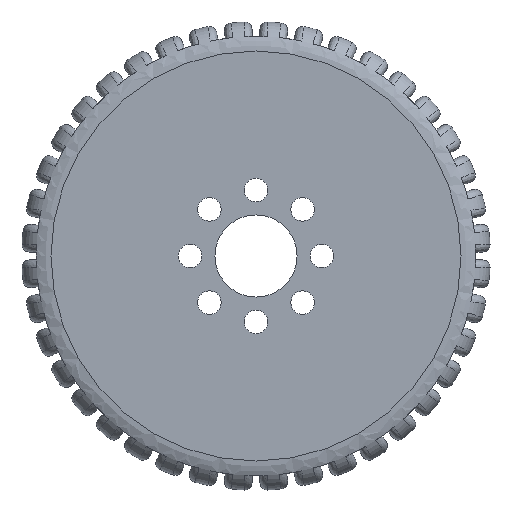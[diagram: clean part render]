
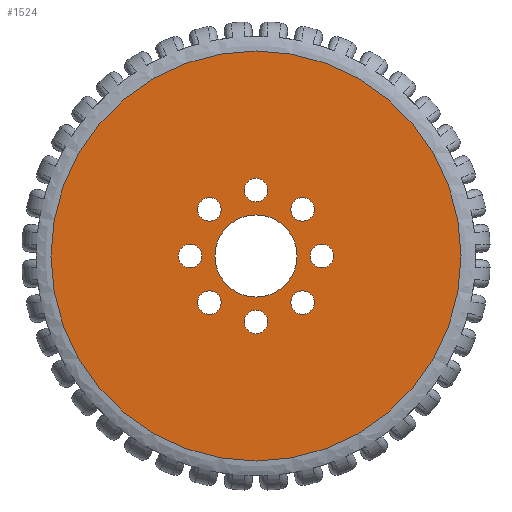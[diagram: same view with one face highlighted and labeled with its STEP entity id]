
A CAD part, left-side view. The second image highlights one B-rep face of the part: STEP entity #1524.
In plain terms, the highlighted planar face has unit normal (-1, 0, 0).
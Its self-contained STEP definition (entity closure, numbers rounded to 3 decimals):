
#1524=ADVANCED_FACE('',(#5071,#5073,#5075,#5077,#5079,#5081,#5083,#5085,#5087,#5089),
#5091,.F.);
#5071=FACE_BOUND('',#5072,.T.);
#5072=EDGE_LOOP('',(#18764));
#5073=FACE_BOUND('',#5074,.T.);
#5074=EDGE_LOOP('',(#18765));
#5075=FACE_BOUND('',#5076,.T.);
#5076=EDGE_LOOP('',(#18766));
#5077=FACE_BOUND('',#5078,.T.);
#5078=EDGE_LOOP('',(#18767));
#5079=FACE_BOUND('',#5080,.T.);
#5080=EDGE_LOOP('',(#18768));
#5081=FACE_BOUND('',#5082,.T.);
#5082=EDGE_LOOP('',(#18769));
#5083=FACE_BOUND('',#5084,.T.);
#5084=EDGE_LOOP('',(#18770));
#5085=FACE_BOUND('',#5086,.T.);
#5086=EDGE_LOOP('',(#18771));
#5087=FACE_BOUND('',#5088,.T.);
#5088=EDGE_LOOP('',(#18772));
#5089=FACE_BOUND('',#5090,.T.);
#5090=EDGE_LOOP('',(#18773));
#5091=PLANE('',#5092);
#5092=AXIS2_PLACEMENT_3D('',#5093,#5094,#5095);
#5093=CARTESIAN_POINT('',(0.,0.,0.));
#5094=DIRECTION('',(1.,0.,0.));
#5095=DIRECTION('',(0.,1.,0.));
#18764=ORIENTED_EDGE('',*,*,#20039,.F.);
#18765=ORIENTED_EDGE('',*,*,#20644,.T.);
#18766=ORIENTED_EDGE('',*,*,#20645,.T.);
#18767=ORIENTED_EDGE('',*,*,#20646,.T.);
#18768=ORIENTED_EDGE('',*,*,#20647,.T.);
#18769=ORIENTED_EDGE('',*,*,#20648,.T.);
#18770=ORIENTED_EDGE('',*,*,#20649,.T.);
#18771=ORIENTED_EDGE('',*,*,#20650,.T.);
#18772=ORIENTED_EDGE('',*,*,#20651,.T.);
#18773=ORIENTED_EDGE('',*,*,#20652,.T.);
#20039=EDGE_CURVE('',#21344,#21344,#21345,.T.);
#20644=EDGE_CURVE('',#22352,#22352,#22353,.T.);
#20645=EDGE_CURVE('',#22354,#22354,#22355,.T.);
#20646=EDGE_CURVE('',#22356,#22356,#22357,.T.);
#20647=EDGE_CURVE('',#22358,#22358,#22359,.T.);
#20648=EDGE_CURVE('',#22360,#22360,#22361,.T.);
#20649=EDGE_CURVE('',#22362,#22362,#22363,.T.);
#20650=EDGE_CURVE('',#22364,#22364,#22365,.T.);
#20651=EDGE_CURVE('',#22366,#22366,#22367,.T.);
#20652=EDGE_CURVE('',#22368,#22368,#22369,.T.);
#21344=VERTEX_POINT('',#24475);
#21345=CIRCLE('',#24476,28.);
#22352=VERTEX_POINT('',#40014);
#22353=CIRCLE('',#40015,1.6);
#22354=VERTEX_POINT('',#40019);
#22355=CIRCLE('',#40020,5.6);
#22356=VERTEX_POINT('',#40024);
#22357=CIRCLE('',#40025,1.6);
#22358=VERTEX_POINT('',#40029);
#22359=CIRCLE('',#40030,1.6);
#22360=VERTEX_POINT('',#40034);
#22361=CIRCLE('',#40035,1.6);
#22362=VERTEX_POINT('',#40039);
#22363=CIRCLE('',#40040,1.6);
#22364=VERTEX_POINT('',#40044);
#22365=CIRCLE('',#40045,1.6);
#22366=VERTEX_POINT('',#40049);
#22367=CIRCLE('',#40050,1.6);
#22368=VERTEX_POINT('',#40054);
#22369=CIRCLE('',#40055,1.6);
#24475=CARTESIAN_POINT('',(0.,28.,0.));
#24476=AXIS2_PLACEMENT_3D('',#24477,#24478,#24479);
#24477=CARTESIAN_POINT('',(0.,0.,0.));
#24478=DIRECTION('',(1.,0.,0.));
#24479=DIRECTION('',(0.,1.,0.));
#40014=CARTESIAN_POINT('',(0.,-7.4,0.));
#40015=AXIS2_PLACEMENT_3D('',#40016,#40017,#40018);
#40016=CARTESIAN_POINT('',(0.,-9.,0.));
#40017=DIRECTION('',(1.,0.,0.));
#40018=DIRECTION('',(0.,1.,0.));
#40019=CARTESIAN_POINT('',(0.,5.6,0.));
#40020=AXIS2_PLACEMENT_3D('',#40021,#40022,#40023);
#40021=CARTESIAN_POINT('',(0.,0.,0.));
#40022=DIRECTION('',(1.,0.,0.));
#40023=DIRECTION('',(0.,1.,0.));
#40024=CARTESIAN_POINT('',(0.,-5.233,5.233));
#40025=AXIS2_PLACEMENT_3D('',#40026,#40027,#40028);
#40026=CARTESIAN_POINT('',(0.,-6.364,6.364));
#40027=DIRECTION('',(1.,0.,0.));
#40028=DIRECTION('',(0.,0.707,-0.707));
#40029=CARTESIAN_POINT('',(0.,0.,7.4));
#40030=AXIS2_PLACEMENT_3D('',#40031,#40032,#40033);
#40031=CARTESIAN_POINT('',(0.,0.,9.));
#40032=DIRECTION('',(1.,0.,0.));
#40033=DIRECTION('',(0.,0.,-1.));
#40034=CARTESIAN_POINT('',(0.,5.233,5.233));
#40035=AXIS2_PLACEMENT_3D('',#40036,#40037,#40038);
#40036=CARTESIAN_POINT('',(0.,6.364,6.364));
#40037=DIRECTION('',(1.,0.,0.));
#40038=DIRECTION('',(0.,-0.707,-0.707));
#40039=CARTESIAN_POINT('',(0.,7.4,0.));
#40040=AXIS2_PLACEMENT_3D('',#40041,#40042,#40043);
#40041=CARTESIAN_POINT('',(0.,9.,0.));
#40042=DIRECTION('',(1.,0.,0.));
#40043=DIRECTION('',(0.,-1.,0.));
#40044=CARTESIAN_POINT('',(0.,5.233,-5.233));
#40045=AXIS2_PLACEMENT_3D('',#40046,#40047,#40048);
#40046=CARTESIAN_POINT('',(0.,6.364,-6.364));
#40047=DIRECTION('',(1.,0.,0.));
#40048=DIRECTION('',(0.,-0.707,0.707));
#40049=CARTESIAN_POINT('',(0.,0.,-7.4));
#40050=AXIS2_PLACEMENT_3D('',#40051,#40052,#40053);
#40051=CARTESIAN_POINT('',(0.,0.,-9.));
#40052=DIRECTION('',(1.,0.,0.));
#40053=DIRECTION('',(0.,0.,1.));
#40054=CARTESIAN_POINT('',(0.,-5.233,-5.233));
#40055=AXIS2_PLACEMENT_3D('',#40056,#40057,#40058);
#40056=CARTESIAN_POINT('',(0.,-6.364,-6.364));
#40057=DIRECTION('',(1.,0.,0.));
#40058=DIRECTION('',(0.,0.707,0.707));
